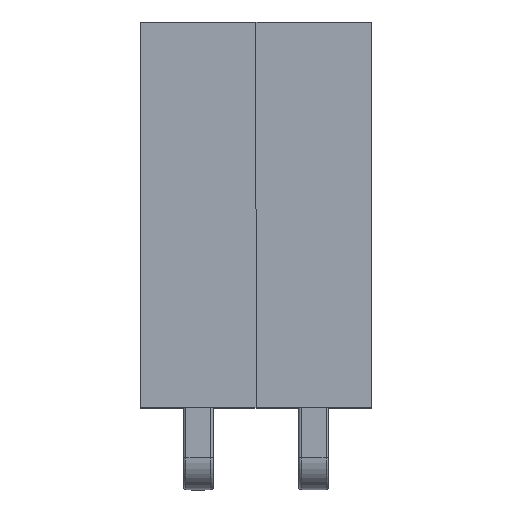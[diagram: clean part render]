
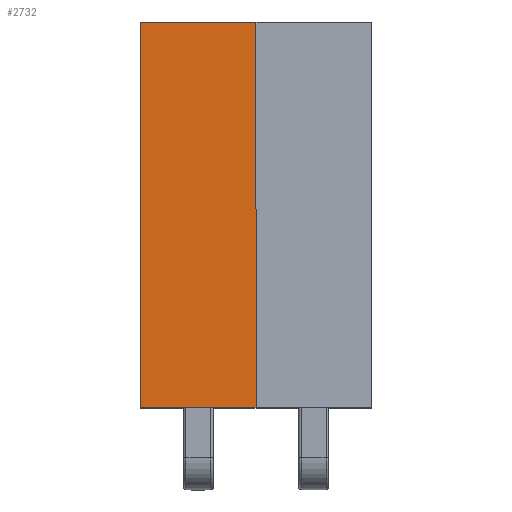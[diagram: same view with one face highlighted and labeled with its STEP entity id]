
A CAD part, top view. The second image highlights one B-rep face of the part: STEP entity #2732.
In plain terms, the highlighted planar face has unit normal (0, 0, 1).
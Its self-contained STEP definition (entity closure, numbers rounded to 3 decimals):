
#120=PLANE('',#3112);
#300=FACE_OUTER_BOUND('',#468,.T.);
#468=EDGE_LOOP('',(#2321,#2322,#2323,#2324));
#511=LINE('',#4103,#709);
#516=LINE('',#4113,#714);
#649=LINE('',#4756,#847);
#667=LINE('',#4837,#865);
#709=VECTOR('',#3243,10.);
#714=VECTOR('',#3252,10.);
#847=VECTOR('',#3849,10.);
#865=VECTOR('',#3965,10.);
#1058=VERTEX_POINT('',#4100);
#1059=VERTEX_POINT('',#4102);
#1062=VERTEX_POINT('',#4112);
#1212=VERTEX_POINT('',#4755);
#1289=EDGE_CURVE('',#1059,#1058,#511,.T.);
#1294=EDGE_CURVE('',#1059,#1062,#516,.T.);
#1555=EDGE_CURVE('',#1062,#1212,#649,.T.);
#1595=EDGE_CURVE('',#1058,#1212,#667,.T.);
#2321=ORIENTED_EDGE('',*,*,#1289,.T.);
#2322=ORIENTED_EDGE('',*,*,#1595,.T.);
#2323=ORIENTED_EDGE('',*,*,#1555,.F.);
#2324=ORIENTED_EDGE('',*,*,#1294,.F.);
#2732=ADVANCED_FACE('',(#300),#120,.T.);
#3112=AXIS2_PLACEMENT_3D('',#4836,#3963,#3964);
#3243=DIRECTION('',(1.,0.,0.));
#3252=DIRECTION('',(0.,1.,0.));
#3849=DIRECTION('',(1.,0.,0.));
#3963=DIRECTION('center_axis',(0.,0.,
1.));
#3964=DIRECTION('ref_axis',(1.,0.,0.));
#3965=DIRECTION('',(0.,1.,0.));
#4100=CARTESIAN_POINT('',(1.27,1.6,2.54));
#4102=CARTESIAN_POINT('',(-1.27,1.6,2.54));
#4103=CARTESIAN_POINT('',(-1.27,1.6,2.54));
#4112=CARTESIAN_POINT('',(-1.27,10.1,2.54));
#4113=CARTESIAN_POINT('',(-1.27,1.6,2.54));
#4755=CARTESIAN_POINT('',(1.27,10.1,2.54));
#4756=CARTESIAN_POINT('',(-1.27,10.1,2.54));
#4836=CARTESIAN_POINT('Origin',(-1.27,1.6,2.54));
#4837=CARTESIAN_POINT('',(1.27,1.6,2.54));
